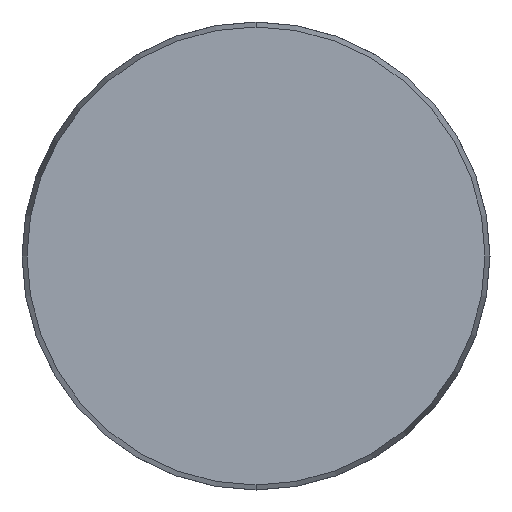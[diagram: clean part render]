
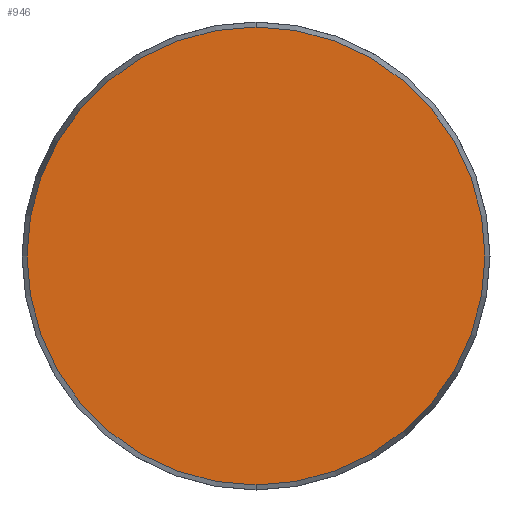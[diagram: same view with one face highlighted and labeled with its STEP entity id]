
A CAD part, front view. The second image highlights one B-rep face of the part: STEP entity #946.
In plain terms, the highlighted planar face has unit normal (0, -1, 0).
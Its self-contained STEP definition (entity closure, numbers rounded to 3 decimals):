
#32 = DIRECTION ( 'NONE',  ( 0., 0., -1. ) ) ;
#103 = EDGE_LOOP ( 'NONE', ( #342, #984 ) ) ;
#125 = DIRECTION ( 'NONE',  ( 0., -1., 0. ) ) ;
#249 = DIRECTION ( 'NONE',  ( 0., 1., 0. ) ) ;
#255 = AXIS2_PLACEMENT_3D ( 'NONE', #611, #125, #468 ) ;
#342 = ORIENTED_EDGE ( 'NONE', *, *, #475, .T. ) ;
#408 = DIRECTION ( 'NONE',  ( 0., 0., 1. ) ) ;
#468 = DIRECTION ( 'NONE',  ( 0., 0., -1. ) ) ;
#475 = EDGE_CURVE ( 'NONE', #792, #1003, #647, .T. ) ;
#505 = DIRECTION ( 'NONE',  ( 0., -1., 0. ) ) ;
#576 = CIRCLE ( 'NONE', #255, 39.143 ) ;
#591 = PLANE ( 'NONE',  #696 ) ;
#599 = CARTESIAN_POINT ( 'NONE',  ( -39.143, 0., 0. ) ) ;
#611 = CARTESIAN_POINT ( 'NONE',  ( 0., 0., 0. ) ) ;
#623 = EDGE_CURVE ( 'NONE', #1003, #792, #576, .T. ) ;
#647 = CIRCLE ( 'NONE', #908, 39.143 ) ;
#696 = AXIS2_PLACEMENT_3D ( 'NONE', #599, #249, #408 ) ;
#740 = FACE_OUTER_BOUND ( 'NONE', #103, .T. ) ;
#749 = CARTESIAN_POINT ( 'NONE',  ( 0., 0., 0. ) ) ;
#792 = VERTEX_POINT ( 'NONE', #1025 ) ;
#798 = CARTESIAN_POINT ( 'NONE',  ( 0., 0., -39.143 ) ) ;
#908 = AXIS2_PLACEMENT_3D ( 'NONE', #749, #505, #32 ) ;
#946 = ADVANCED_FACE ( 'NONE', ( #740 ), #591, .F. ) ;
#984 = ORIENTED_EDGE ( 'NONE', *, *, #623, .T. ) ;
#1003 = VERTEX_POINT ( 'NONE', #798 ) ;
#1025 = CARTESIAN_POINT ( 'NONE',  ( 0., 0., 39.143 ) ) ;
